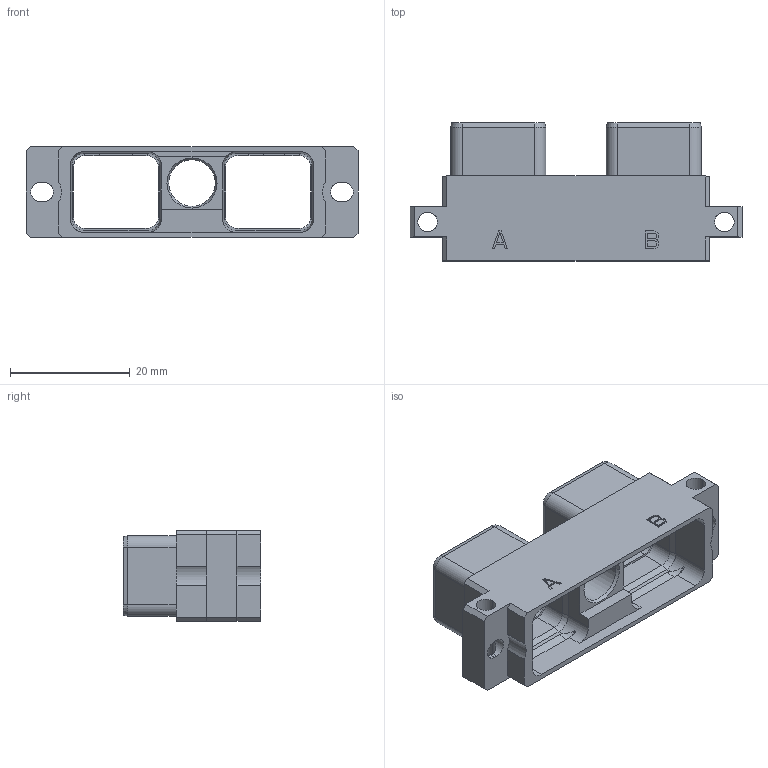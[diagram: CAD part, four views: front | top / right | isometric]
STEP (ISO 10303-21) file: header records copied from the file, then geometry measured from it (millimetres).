
FILE_DESCRIPTION((''),'2;1');
FILE_NAME('SIM2D43K','2019-09-16T',('presta_be4'),(''),'PRO/ENGINEER BY PARAMETRIC TECHNOLOGY CORPORATION, 2014310','PRO/ENGINEER BY PARAMETRIC TECHNOLOGY CORPORATION, 2014310','');
FILE_SCHEMA(('CONFIG_CONTROL_DESIGN'));
Length unit declared in the file: millimetre
Products named in the file (1): SIM2D43K
Bounding box: 55.38 x 23.01 x 15.14 mm (x, y, z)
Volume: 4277.1 mm3; surface area: 6566.4 mm2
Topology: 1 solids, 1 shells, 489 faces, 1366 edges, 889 vertices
Faces by surface type: plane 400, cylinder 63, cone 26
Entity records: 16635 total; most frequent: CARTESIAN_POINT 3947, ORIENTED_EDGE 2732, DIRECTION 2455, EDGE_CURVE 1366, VECTOR 1189, LINE 1189, VERTEX_POINT 889, AXIS2_PLACEMENT_3D 633
